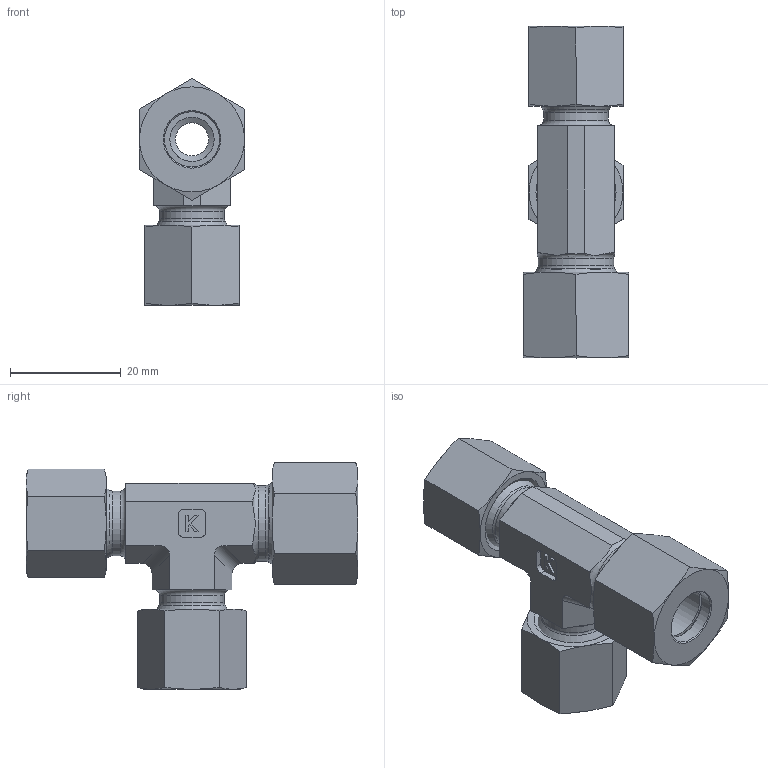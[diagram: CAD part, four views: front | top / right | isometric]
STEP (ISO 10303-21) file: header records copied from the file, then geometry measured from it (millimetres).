
FILE_DESCRIPTION((''),'2;1');
FILE_NAME('384100808.stp','2014-08-15T15:19:13',(''),('KNOMI spol. s r. o.'),'Autodesk Inventor 2012','Autodesk Inventor 2012','');
FILE_SCHEMA(('AUTOMOTIVE_DESIGN { 1 2 10303 214 0 1 1 1 }'));
Length unit declared in the file: millimetre
Products named in the file (6): TS2K 10/08/08L M16/M14/M14; 374 100808; 40108; 40110; 3910814; 3911016
Assembly tree (7 placements, depth 2):
  TS2K 10/08/08L M16/M14/M14
    374 100808
    40108  x2
    40110
    3910814  x2
    3911016
Bounding box: 19 x 60 x 40.97 mm (x, y, z)
Volume: 14447.2 mm3; surface area: 11929.3 mm2
Topology: 7 solids, 7 shells, 202 faces, 467 edges, 300 vertices
Faces by surface type: plane 89, cone 67, cylinder 37, torus 9
Full cylindrical faces by diameter (mm): 6 x2, 8 x7, 10 x5, 11.7 x2, 12 x2, 12.3 x1, 12.376 x2, 13.7 x1, 14 x3, 14.376 x1, 16 x1
Entity records: 4773 total; most frequent: CARTESIAN_POINT 945, DIRECTION 742, ORIENTED_EDGE 626, EDGE_CURVE 313, AXIS2_PLACEMENT_3D 304, EDGE_LOOP 246, VERTEX_POINT 223, STYLED_ITEM 180
